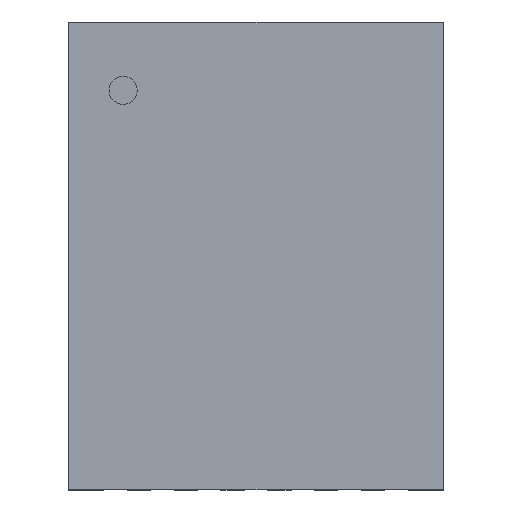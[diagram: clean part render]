
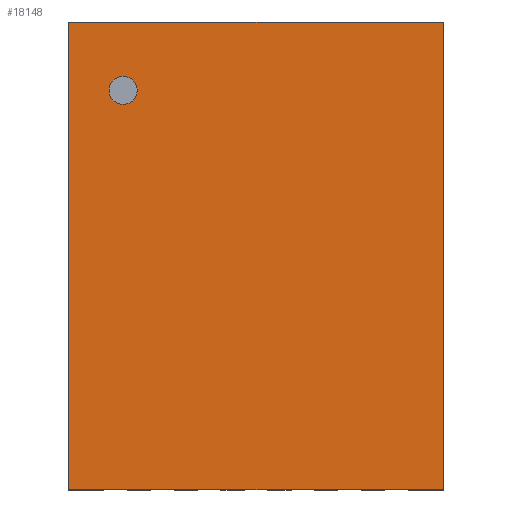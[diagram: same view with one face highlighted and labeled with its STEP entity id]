
A CAD part, top view. The second image highlights one B-rep face of the part: STEP entity #18148.
In plain terms, the highlighted planar face has unit normal (0, 0, 1).
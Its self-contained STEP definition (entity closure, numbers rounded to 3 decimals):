
#247 = ORIENTED_EDGE ( 'NONE', *, *, #30867, .T. ) ;
#687 = EDGE_CURVE ( 'NONE', #38451, #35299, #12882, .T. ) ;
#1339 = FACE_OUTER_BOUND ( 'NONE', #2507, .T. ) ;
#1619 = ORIENTED_EDGE ( 'NONE', *, *, #30375, .F. ) ;
#1900 = DIRECTION ( 'NONE',  ( 1., 0., 0. ) ) ;
#2447 = CARTESIAN_POINT ( 'NONE',  ( 19.666, 2.252, 0.75 ) ) ;
#2507 = EDGE_LOOP ( 'NONE', ( #10293, #19934, #247, #27376 ) ) ;
#5044 = CARTESIAN_POINT ( 'NONE',  ( 19.666, 2.252, 0.75 ) ) ;
#5317 = DIRECTION ( 'NONE',  ( 0., 1., 0. ) ) ;
#5551 = CARTESIAN_POINT ( 'NONE',  ( 16.096, 6.52, 0.75 ) ) ;
#5844 = CARTESIAN_POINT ( 'NONE',  ( 0., 0., 0.75 ) ) ;
#6587 = DIRECTION ( 'NONE',  ( -1., 0., 0. ) ) ;
#6665 = VERTEX_POINT ( 'NONE', #11177 ) ;
#7694 = VERTEX_POINT ( 'NONE', #10922 ) ;
#7894 = AXIS2_PLACEMENT_3D ( 'NONE', #5844, #21176, #9325 ) ;
#8228 = CARTESIAN_POINT ( 'NONE',  ( 16.246, 6.52, 0.75 ) ) ;
#9325 = DIRECTION ( 'NONE',  ( 1., 0., 0. ) ) ;
#9834 = CARTESIAN_POINT ( 'NONE',  ( 15.666, 7.252, 0.75 ) ) ;
#10293 = ORIENTED_EDGE ( 'NONE', *, *, #19884, .T. ) ;
#10455 = VECTOR ( 'NONE', #25595, 1000. ) ;
#10922 = CARTESIAN_POINT ( 'NONE',  ( 19.666, 7.252, 0.75 ) ) ;
#11132 = DIRECTION ( 'NONE',  ( 0., 0., 1. ) ) ;
#11177 = CARTESIAN_POINT ( 'NONE',  ( 16.396, 6.52, 0.75 ) ) ;
#11390 = EDGE_LOOP ( 'NONE', ( #33162, #1619 ) ) ;
#12882 = LINE ( 'NONE', #34657, #10455 ) ;
#14955 = VECTOR ( 'NONE', #6587, 1000. ) ;
#15298 = CARTESIAN_POINT ( 'NONE',  ( 15.666, 2.252, 0.75 ) ) ;
#15704 = FACE_BOUND ( 'NONE', #11390, .T. ) ;
#18148 = ADVANCED_FACE ( 'NONE', ( #15704, #1339 ), #21044, .T. ) ;
#18363 = VECTOR ( 'NONE', #18633, 1000. ) ;
#18633 = DIRECTION ( 'NONE',  ( 0., -1., 0. ) ) ;
#19821 = VERTEX_POINT ( 'NONE', #21578 ) ;
#19884 = EDGE_CURVE ( 'NONE', #19821, #38451, #21228, .T. ) ;
#19934 = ORIENTED_EDGE ( 'NONE', *, *, #687, .T. ) ;
#20141 = LINE ( 'NONE', #5044, #25428 ) ;
#20536 = EDGE_CURVE ( 'NONE', #7694, #19821, #24070, .T. ) ;
#21044 = PLANE ( 'NONE',  #7894 ) ;
#21176 = DIRECTION ( 'NONE',  ( 0., 0., 1. ) ) ;
#21228 = LINE ( 'NONE', #9834, #18363 ) ;
#21578 = CARTESIAN_POINT ( 'NONE',  ( 15.666, 7.252, 0.75 ) ) ;
#21840 = CIRCLE ( 'NONE', #32364, 0.15 ) ;
#23719 = EDGE_CURVE ( 'NONE', #6665, #36982, #21840, .T. ) ;
#24070 = LINE ( 'NONE', #28324, #14955 ) ;
#24466 = CARTESIAN_POINT ( 'NONE',  ( 16.246, 6.52, 0.75 ) ) ;
#25016 = CIRCLE ( 'NONE', #25458, 0.15 ) ;
#25428 = VECTOR ( 'NONE', #5317, 1000. ) ;
#25458 = AXIS2_PLACEMENT_3D ( 'NONE', #24466, #36335, #30303 ) ;
#25595 = DIRECTION ( 'NONE',  ( 1., 0., 0. ) ) ;
#27376 = ORIENTED_EDGE ( 'NONE', *, *, #20536, .T. ) ;
#28324 = CARTESIAN_POINT ( 'NONE',  ( 19.666, 7.252, 0.75 ) ) ;
#30303 = DIRECTION ( 'NONE',  ( 1., 0., 0. ) ) ;
#30375 = EDGE_CURVE ( 'NONE', #36982, #6665, #25016, .T. ) ;
#30867 = EDGE_CURVE ( 'NONE', #35299, #7694, #20141, .T. ) ;
#32364 = AXIS2_PLACEMENT_3D ( 'NONE', #8228, #11132, #1900 ) ;
#33162 = ORIENTED_EDGE ( 'NONE', *, *, #23719, .F. ) ;
#34657 = CARTESIAN_POINT ( 'NONE',  ( 15.666, 2.252, 0.75 ) ) ;
#35299 = VERTEX_POINT ( 'NONE', #2447 ) ;
#36335 = DIRECTION ( 'NONE',  ( 0., 0., 1. ) ) ;
#36982 = VERTEX_POINT ( 'NONE', #5551 ) ;
#38451 = VERTEX_POINT ( 'NONE', #15298 ) ;
